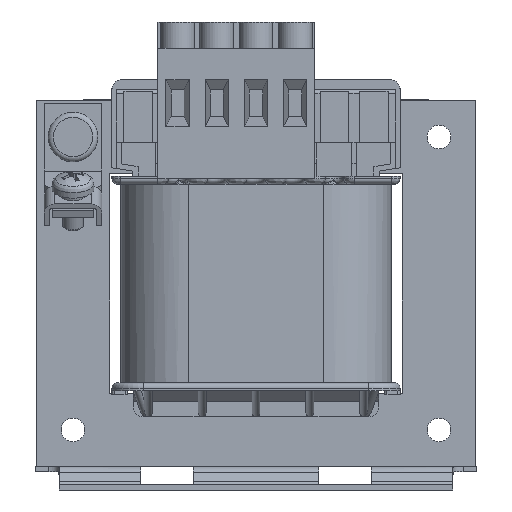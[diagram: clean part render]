
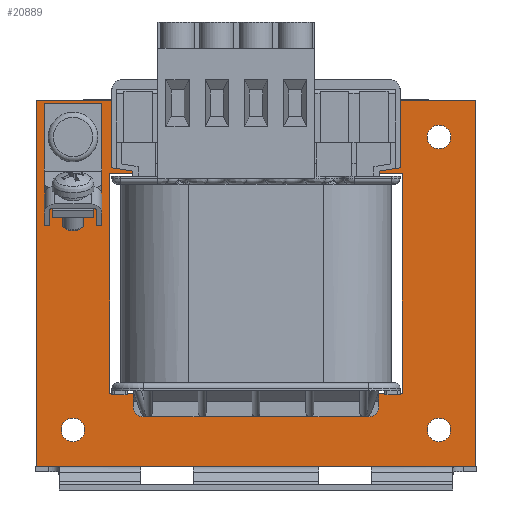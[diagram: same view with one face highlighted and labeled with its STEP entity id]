
A CAD part, front view. The second image highlights one B-rep face of the part: STEP entity #20889.
In plain terms, the highlighted planar face has unit normal (0, -1, 0).
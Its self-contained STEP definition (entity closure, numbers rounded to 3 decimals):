
#728=CIRCLE('',#22291,2.25);
#729=CIRCLE('',#22292,2.25);
#730=CIRCLE('',#22293,2.25);
#731=CIRCLE('',#22294,2.25);
#732=CIRCLE('',#22295,2.25);
#733=CIRCLE('',#22296,2.25);
#908=FACE_BOUND('',#2890,.T.);
#909=FACE_BOUND('',#2891,.T.);
#910=FACE_BOUND('',#2892,.T.);
#911=FACE_BOUND('',#2893,.T.);
#912=FACE_BOUND('',#2894,.T.);
#1821=FACE_OUTER_BOUND('',#2889,.T.);
#2889=EDGE_LOOP('',(#17505,#17506,#17507,#17508));
#2890=EDGE_LOOP('',(#17509,#17510,#17511,#17512,#17513,#17514,#17515,#17516,
#17517,#17518,#17519,#17520,#17521,#17522,#17523,#17524));
#2891=EDGE_LOOP('',(#17525,#17526,#17527,#17528));
#2892=EDGE_LOOP('',(#17529,#17530));
#2893=EDGE_LOOP('',(#17531,#17532));
#2894=EDGE_LOOP('',(#17533,#17534));
#4370=LINE('',#32821,#6552);
#4382=LINE('',#32848,#6564);
#4513=LINE('',#33502,#6695);
#4519=LINE('',#33513,#6701);
#4528=LINE('',#33539,#6710);
#4533=LINE('',#33592,#6715);
#4642=LINE('',#33909,#6824);
#4750=LINE('',#34472,#6932);
#4755=LINE('',#34482,#6937);
#4758=LINE('',#34525,#6940);
#4991=LINE('',#35193,#7173);
#4992=LINE('',#35195,#7174);
#4993=LINE('',#35197,#7175);
#4994=LINE('',#35198,#7176);
#4995=LINE('',#35200,#7177);
#4996=LINE('',#35202,#7178);
#4997=LINE('',#35203,#7179);
#4998=LINE('',#35205,#7180);
#4999=LINE('',#35207,#7181);
#5000=LINE('',#35208,#7182);
#5001=LINE('',#35211,#7183);
#5002=LINE('',#35213,#7184);
#5003=LINE('',#35215,#7185);
#5004=LINE('',#35216,#7186);
#6552=VECTOR('',#24966,10.);
#6564=VECTOR('',#24990,10.);
#6695=VECTOR('',#25545,10.);
#6701=VECTOR('',#25557,10.);
#6710=VECTOR('',#25584,10.);
#6715=VECTOR('',#25629,10.);
#6824=VECTOR('',#25886,10.);
#6932=VECTOR('',#26340,10.);
#6937=VECTOR('',#26353,10.);
#6940=VECTOR('',#26388,10.);
#7173=VECTOR('',#26945,10.);
#7174=VECTOR('',#26946,10.);
#7175=VECTOR('',#26947,10.);
#7176=VECTOR('',#26948,10.);
#7177=VECTOR('',#26949,10.);
#7178=VECTOR('',#26950,10.);
#7179=VECTOR('',#26951,10.);
#7180=VECTOR('',#26952,10.);
#7181=VECTOR('',#26953,10.);
#7182=VECTOR('',#26954,10.);
#7183=VECTOR('',#26955,1.);
#7184=VECTOR('',#26956,1.);
#7185=VECTOR('',#26957,1.);
#7186=VECTOR('',#26958,1.);
#8415=VERTEX_POINT('',#31553);
#8418=VERTEX_POINT('',#31558);
#8886=VERTEX_POINT('',#32668);
#8887=VERTEX_POINT('',#32673);
#8934=VERTEX_POINT('',#32820);
#8943=VERTEX_POINT('',#32847);
#9017=VERTEX_POINT('',#33499);
#9018=VERTEX_POINT('',#33501);
#9027=VERTEX_POINT('',#33537);
#9028=VERTEX_POINT('',#33538);
#9153=VERTEX_POINT('',#34469);
#9154=VERTEX_POINT('',#34471);
#9313=VERTEX_POINT('',#35191);
#9314=VERTEX_POINT('',#35192);
#9315=VERTEX_POINT('',#35194);
#9316=VERTEX_POINT('',#35196);
#9317=VERTEX_POINT('',#35199);
#9318=VERTEX_POINT('',#35201);
#9319=VERTEX_POINT('',#35204);
#9320=VERTEX_POINT('',#35206);
#9321=VERTEX_POINT('',#35209);
#9322=VERTEX_POINT('',#35210);
#9323=VERTEX_POINT('',#35212);
#9324=VERTEX_POINT('',#35214);
#9325=VERTEX_POINT('',#35217);
#9326=VERTEX_POINT('',#35218);
#9327=VERTEX_POINT('',#35221);
#9328=VERTEX_POINT('',#35222);
#9329=VERTEX_POINT('',#35225);
#9330=VERTEX_POINT('',#35226);
#11266=EDGE_CURVE('',#8934,#8886,#4370,.T.);
#11280=EDGE_CURVE('',#8943,#8934,#4382,.T.);
#11495=EDGE_CURVE('',#9018,#9017,#4513,.T.);
#11501=EDGE_CURVE('',#8887,#9018,#4519,.T.);
#11512=EDGE_CURVE('',#9027,#9028,#4528,.T.);
#11529=EDGE_CURVE('',#9017,#9027,#4533,.T.);
#11664=EDGE_CURVE('',#8415,#8943,#4642,.T.);
#11828=EDGE_CURVE('',#9154,#9153,#4750,.T.);
#11834=EDGE_CURVE('',#9153,#8418,#4755,.T.);
#11843=EDGE_CURVE('',#9154,#9028,#4758,.T.);
#12112=EDGE_CURVE('',#9313,#9314,#4991,.T.);
#12113=EDGE_CURVE('',#9315,#9313,#4992,.T.);
#12114=EDGE_CURVE('',#9316,#9315,#4993,.T.);
#12115=EDGE_CURVE('',#9314,#9316,#4994,.T.);
#12116=EDGE_CURVE('',#8886,#9317,#4995,.T.);
#12117=EDGE_CURVE('',#9317,#9318,#4996,.T.);
#12118=EDGE_CURVE('',#9318,#8887,#4997,.T.);
#12119=EDGE_CURVE('',#8418,#9319,#4998,.T.);
#12120=EDGE_CURVE('',#9319,#9320,#4999,.T.);
#12121=EDGE_CURVE('',#9320,#8415,#5000,.T.);
#12122=EDGE_CURVE('',#9321,#9322,#5001,.T.);
#12123=EDGE_CURVE('',#9321,#9323,#5002,.T.);
#12124=EDGE_CURVE('',#9323,#9324,#5003,.T.);
#12125=EDGE_CURVE('',#9324,#9322,#5004,.T.);
#12126=EDGE_CURVE('',#9325,#9326,#728,.T.);
#12127=EDGE_CURVE('',#9326,#9325,#729,.T.);
#12128=EDGE_CURVE('',#9327,#9328,#730,.T.);
#12129=EDGE_CURVE('',#9328,#9327,#731,.T.);
#12130=EDGE_CURVE('',#9329,#9330,#732,.T.);
#12131=EDGE_CURVE('',#9330,#9329,#733,.T.);
#17505=ORIENTED_EDGE('',*,*,#12112,.F.);
#17506=ORIENTED_EDGE('',*,*,#12113,.F.);
#17507=ORIENTED_EDGE('',*,*,#12114,.F.);
#17508=ORIENTED_EDGE('',*,*,#12115,.F.);
#17509=ORIENTED_EDGE('',*,*,#11266,.T.);
#17510=ORIENTED_EDGE('',*,*,#12116,.T.);
#17511=ORIENTED_EDGE('',*,*,#12117,.T.);
#17512=ORIENTED_EDGE('',*,*,#12118,.T.);
#17513=ORIENTED_EDGE('',*,*,#11501,.T.);
#17514=ORIENTED_EDGE('',*,*,#11495,.T.);
#17515=ORIENTED_EDGE('',*,*,#11529,.T.);
#17516=ORIENTED_EDGE('',*,*,#11512,.T.);
#17517=ORIENTED_EDGE('',*,*,#11843,.F.);
#17518=ORIENTED_EDGE('',*,*,#11828,.T.);
#17519=ORIENTED_EDGE('',*,*,#11834,.T.);
#17520=ORIENTED_EDGE('',*,*,#12119,.T.);
#17521=ORIENTED_EDGE('',*,*,#12120,.T.);
#17522=ORIENTED_EDGE('',*,*,#12121,.T.);
#17523=ORIENTED_EDGE('',*,*,#11664,.T.);
#17524=ORIENTED_EDGE('',*,*,#11280,.T.);
#17525=ORIENTED_EDGE('',*,*,#12122,.F.);
#17526=ORIENTED_EDGE('',*,*,#12123,.T.);
#17527=ORIENTED_EDGE('',*,*,#12124,.T.);
#17528=ORIENTED_EDGE('',*,*,#12125,.T.);
#17529=ORIENTED_EDGE('',*,*,#12126,.T.);
#17530=ORIENTED_EDGE('',*,*,#12127,.T.);
#17531=ORIENTED_EDGE('',*,*,#12128,.T.);
#17532=ORIENTED_EDGE('',*,*,#12129,.T.);
#17533=ORIENTED_EDGE('',*,*,#12130,.T.);
#17534=ORIENTED_EDGE('',*,*,#12131,.T.);
#18886=PLANE('',#22290);
#20889=ADVANCED_FACE('',(#1821,#908,#909,#910,#911,#912),#18886,.F.);
#22290=AXIS2_PLACEMENT_3D('',#35190,#26943,#26944);
#22291=AXIS2_PLACEMENT_3D('',#35219,#26959,#26960);
#22292=AXIS2_PLACEMENT_3D('',#35220,#26961,#26962);
#22293=AXIS2_PLACEMENT_3D('',#35223,#26963,#26964);
#22294=AXIS2_PLACEMENT_3D('',#35224,#26965,#26966);
#22295=AXIS2_PLACEMENT_3D('',#35227,#26967,#26968);
#22296=AXIS2_PLACEMENT_3D('',#35228,#26969,#26970);
#24966=DIRECTION('',(0.,0.,1.));
#24990=DIRECTION('',(-1.,0.,0.));
#25545=DIRECTION('',(-0.988,0.,0.154));
#25557=DIRECTION('',(0.,0.,1.));
#25584=DIRECTION('',(1.,0.,0.));
#25629=DIRECTION('',(0.,0.,1.));
#25886=DIRECTION('',(0.,0.,-1.));
#26340=DIRECTION('',(-0.988,0.,-0.154));
#26353=DIRECTION('',(0.,0.,-1.));
#26388=DIRECTION('',(0.,0.,1.));
#26943=DIRECTION('center_axis',(0.,1.,0.));
#26944=DIRECTION('ref_axis',(0.,0.,1.));
#26945=DIRECTION('',(0.,0.,-1.));
#26946=DIRECTION('',(1.,0.,0.));
#26947=DIRECTION('',(0.,0.,1.));
#26948=DIRECTION('',(-1.,0.,0.));
#26949=DIRECTION('',(-1.,0.,0.));
#26950=DIRECTION('',(0.,0.,1.));
#26951=DIRECTION('',(1.,0.,0.));
#26952=DIRECTION('',(1.,0.,0.));
#26953=DIRECTION('',(0.,0.,-1.));
#26954=DIRECTION('',(-1.,0.,0.));
#26955=DIRECTION('',(-1.,0.,0.));
#26956=DIRECTION('',(0.,0.,-1.));
#26957=DIRECTION('',(-1.,0.,0.));
#26958=DIRECTION('',(0.,0.,1.));
#26959=DIRECTION('center_axis',(0.,1.,0.));
#26960=DIRECTION('ref_axis',(1.,0.,0.));
#26961=DIRECTION('center_axis',(0.,1.,0.));
#26962=DIRECTION('ref_axis',(1.,0.,0.));
#26963=DIRECTION('center_axis',(0.,1.,0.));
#26964=DIRECTION('ref_axis',(1.,0.,0.));
#26965=DIRECTION('center_axis',(0.,1.,0.));
#26966=DIRECTION('ref_axis',(1.,0.,0.));
#26967=DIRECTION('center_axis',(0.,1.,0.));
#26968=DIRECTION('ref_axis',(1.,0.,0.));
#26969=DIRECTION('center_axis',(0.,1.,0.));
#26970=DIRECTION('ref_axis',(1.,0.,0.));
#31553=CARTESIAN_POINT('',(23.5,-14.75,-21.));
#31558=CARTESIAN_POINT('',(23.55,-14.75,21.));
#32668=CARTESIAN_POINT('',(-23.5,-14.75,-21.));
#32673=CARTESIAN_POINT('',(-23.55,-14.75,21.));
#32820=CARTESIAN_POINT('',(-23.5,-14.75,-22.5));
#32821=CARTESIAN_POINT('',(-23.5,-14.75,-10.25));
#32847=CARTESIAN_POINT('',(23.5,-14.75,-22.5));
#32848=CARTESIAN_POINT('',(-7.175,-14.75,-22.5));
#33499=CARTESIAN_POINT('',(-27.05,-14.75,22.047));
#33501=CARTESIAN_POINT('',(-23.55,-14.75,21.5));
#33502=CARTESIAN_POINT('',(-10.416,-14.75,19.448));
#33513=CARTESIAN_POINT('',(-23.55,-14.75,10.25));
#33537=CARTESIAN_POINT('',(-27.05,-14.75,27.5));
#33538=CARTESIAN_POINT('',(27.05,-14.75,27.5));
#33539=CARTESIAN_POINT('',(0.,-14.75,27.5));
#33592=CARTESIAN_POINT('',(-27.05,-14.75,19.));
#33909=CARTESIAN_POINT('',(23.5,-14.75,-10.25));
#34469=CARTESIAN_POINT('',(23.55,-14.75,21.5));
#34471=CARTESIAN_POINT('',(27.05,-14.75,22.047));
#34472=CARTESIAN_POINT('',(10.416,-14.75,19.448));
#34482=CARTESIAN_POINT('',(23.55,-14.75,10.25));
#34525=CARTESIAN_POINT('',(27.05,-14.75,19.));
#35190=CARTESIAN_POINT('Origin',(0.,-14.75,0.));
#35191=CARTESIAN_POINT('',(42.,-14.75,35.));
#35192=CARTESIAN_POINT('',(42.,-14.75,-35.));
#35193=CARTESIAN_POINT('',(42.,-14.75,-35.));
#35194=CARTESIAN_POINT('',(-42.,-14.75,35.));
#35195=CARTESIAN_POINT('',(42.,-14.75,35.));
#35196=CARTESIAN_POINT('',(-42.,-14.75,-35.));
#35197=CARTESIAN_POINT('',(-42.,-14.75,35.));
#35198=CARTESIAN_POINT('',(-42.,-14.75,-35.));
#35199=CARTESIAN_POINT('',(-28.,-14.75,-21.));
#35200=CARTESIAN_POINT('',(-14.,-14.75,-21.));
#35201=CARTESIAN_POINT('',(-28.,-14.75,21.));
#35202=CARTESIAN_POINT('',(-28.,-14.75,10.5));
#35203=CARTESIAN_POINT('',(-7.,-14.75,21.));
#35204=CARTESIAN_POINT('',(28.,-14.75,21.));
#35205=CARTESIAN_POINT('',(14.,-14.75,21.));
#35206=CARTESIAN_POINT('',(28.,-14.75,-21.));
#35207=CARTESIAN_POINT('',(28.,-14.75,-10.5));
#35208=CARTESIAN_POINT('',(7.,-14.75,-21.));
#35209=CARTESIAN_POINT('',(-29.5,-14.75,34.5));
#35210=CARTESIAN_POINT('',(-40.5,-14.75,34.5));
#35211=CARTESIAN_POINT('',(-29.5,-14.75,34.5));
#35212=CARTESIAN_POINT('',(-29.5,-14.75,20.544));
#35213=CARTESIAN_POINT('',(-29.5,-14.75,34.5));
#35214=CARTESIAN_POINT('',(-40.5,-14.75,20.544));
#35215=CARTESIAN_POINT('',(-29.5,-14.75,20.544));
#35216=CARTESIAN_POINT('',(-40.5,-14.75,34.5));
#35217=CARTESIAN_POINT('',(-32.75,-14.75,-28.));
#35218=CARTESIAN_POINT('',(-37.25,-14.75,-28.));
#35219=CARTESIAN_POINT('Origin',(-35.,-14.75,-28.));
#35220=CARTESIAN_POINT('Origin',(-35.,-14.75,-28.));
#35221=CARTESIAN_POINT('',(37.25,-14.75,-28.));
#35222=CARTESIAN_POINT('',(32.75,-14.75,-28.));
#35223=CARTESIAN_POINT('Origin',(35.,-14.75,-28.));
#35224=CARTESIAN_POINT('Origin',(35.,-14.75,-28.));
#35225=CARTESIAN_POINT('',(37.25,-14.75,28.));
#35226=CARTESIAN_POINT('',(32.75,-14.75,28.));
#35227=CARTESIAN_POINT('Origin',(35.,-14.75,28.));
#35228=CARTESIAN_POINT('Origin',(35.,-14.75,28.));
